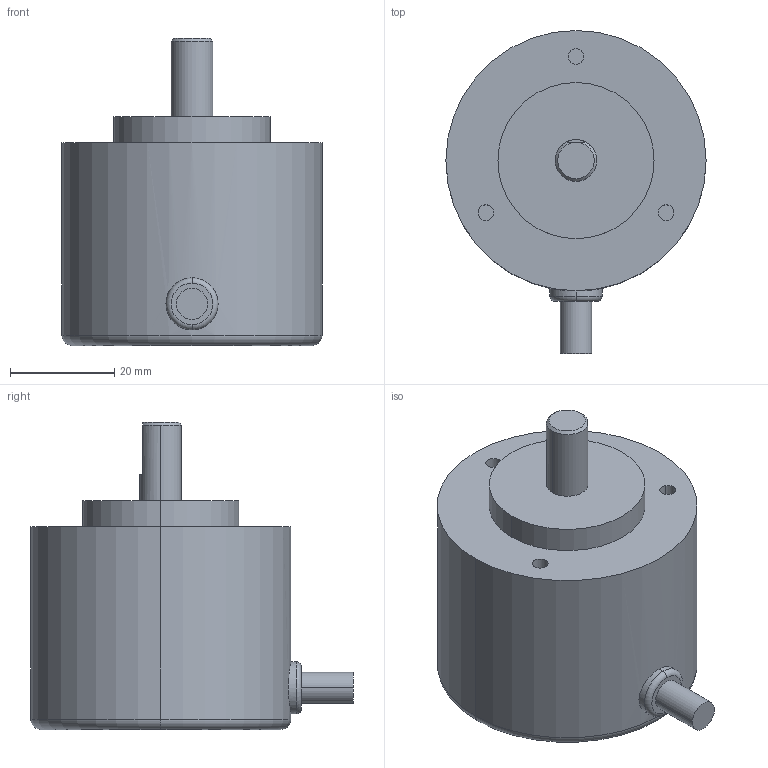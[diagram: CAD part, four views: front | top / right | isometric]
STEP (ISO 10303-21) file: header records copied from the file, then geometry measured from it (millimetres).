
FILE_DESCRIPTION((''),'2;1');
FILE_NAME('TVI50N-B201644A','2005-12-15T',('Pepperl+Fuchs'),('Industriehansa'),'PRO/ENGINEER BY PARAMETRIC TECHNOLOGY CORPORATION, 2005290','PRO/ENGINEER BY PARAMETRIC TECHNOLOGY CORPORATION, 2005290','');
FILE_SCHEMA(('AUTOMOTIVE_DESIGN_CC2 { 1 2 10303 214 -1 1 5 2 }'));
Length unit declared in the file: millimetre
Products named in the file (1): TVI50N-B201644A
Bounding box: 50 x 62 x 59 mm (x, y, z)
Volume: 81032.5 mm3; surface area: 11170.7 mm2
Topology: 1 solids, 1 shells, 32 faces, 65 edges, 42 vertices
Faces by surface type: cylinder 16, plane 11, torus 4, cone 1
Entity records: 1193 total; most frequent: CARTESIAN_POINT 180, DIRECTION 166, ORIENTED_EDGE 130, AXIS2_PLACEMENT_3D 73, PRESENTATION_STYLE_ASSIGNMENT 69, STYLED_ITEM 66, CURVE_STYLE 65, EDGE_CURVE 65
